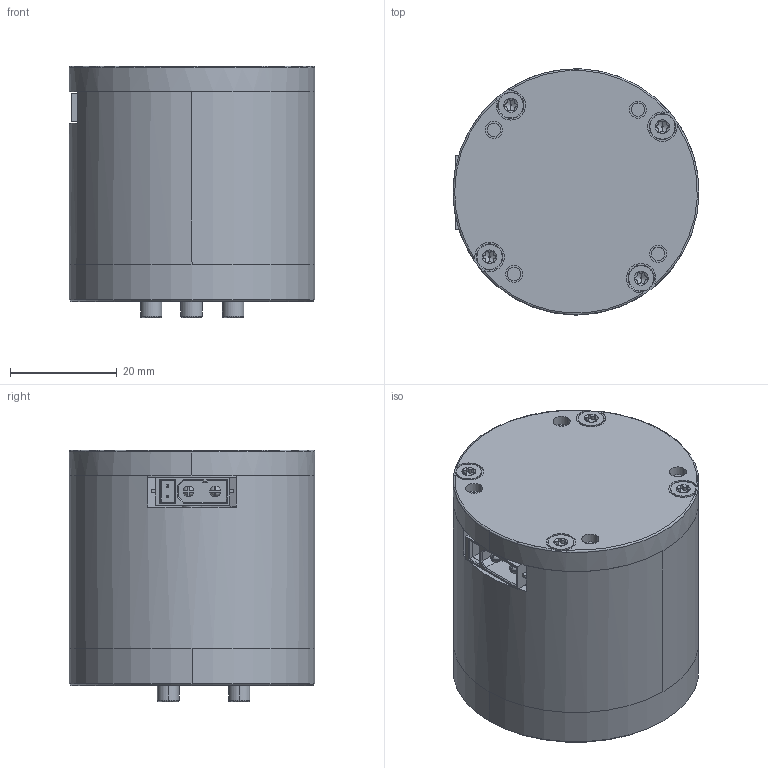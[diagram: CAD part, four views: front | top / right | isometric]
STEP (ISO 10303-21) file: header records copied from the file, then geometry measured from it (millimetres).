
FILE_DESCRIPTION((''),'2;1');
FILE_NAME('EL05_ASM','2025-11-10T16:56:13',('Administrator'),(''),'CREO PARAMETRIC BY PTC INC, 2018020','CREO PARAMETRIC BY PTC INC, 2018020','');
FILE_SCHEMA(('CONFIG_CONTROL_DESIGN'));
Length unit declared in the file: millimetre
Products named in the file (14): 00_1-1305_1; 100_1_1; 000_1-4238_1; 00_1-4459_1; 200_1_1; 00_1-5178_1; 00_1-8689_1; 00_1-13413_1; 1000_1-541385_1; _2025_7_15_0001_ASM_1_ASM_1_ASM; EL05_ASM_1_ASM; PRT0001; LUOSI_1; EL05_ASM
Assembly tree (20 placements, depth 4):
  EL05_ASM
    EL05_ASM_1_ASM
      _2025_7_15_0001_ASM_1_ASM_1_ASM
        00_1-1305_1
        100_1_1
        000_1-4238_1
        00_1-4459_1  x3
        200_1_1
        00_1-5178_1  x3
        00_1-8689_1
        00_1-13413_1
        1000_1-541385_1
    PRT0001
    LUOSI_1  x4
Bounding box: 46 x 46 x 47 mm (x, y, z)
Volume: 29105.3 mm3; surface area: 32558.3 mm2
Topology: 18 solids, 18 shells, 1036 faces, 2718 edges, 1784 vertices
Faces by surface type: cylinder 613, plane 286, cone 68, torus 29, bspline 24, sphere 16
Entity records: 36011 total; most frequent: CARTESIAN_POINT 15750, DIRECTION 4443, ORIENTED_EDGE 4032, EDGE_CURVE 2016, AXIS2_PLACEMENT_3D 1741, VERTEX_POINT 1329, VECTOR 961, LINE 961
